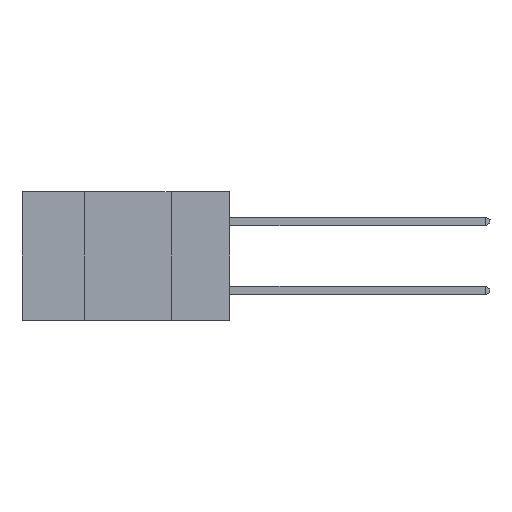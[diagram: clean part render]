
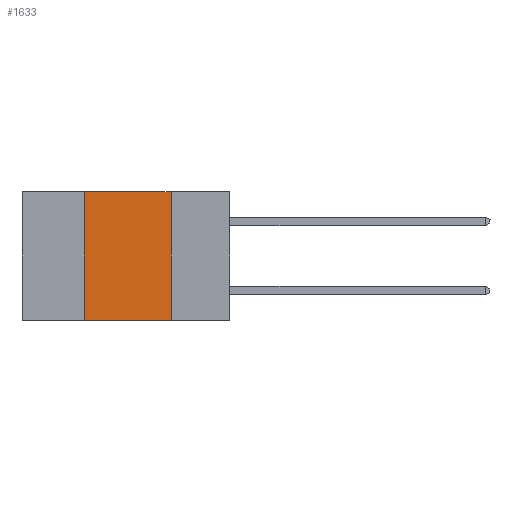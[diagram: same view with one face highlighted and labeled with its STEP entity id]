
A CAD part, left-side view. The second image highlights one B-rep face of the part: STEP entity #1633.
In plain terms, the highlighted planar face has unit normal (-1, 0, 0).
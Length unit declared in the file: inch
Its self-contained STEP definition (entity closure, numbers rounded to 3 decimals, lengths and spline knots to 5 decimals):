
#1249 = ORIENTED_EDGE ( 'NONE', *, *, #16521, .F. ) ;
#1633 = ADVANCED_FACE ( 'NONE', ( #2283 ), #4957, .F. ) ;
#2141 = DIRECTION ( 'NONE',  ( 0., -1., 0. ) ) ;
#2283 = FACE_OUTER_BOUND ( 'NONE', #19682, .T. ) ;
#2385 = DIRECTION ( 'NONE',  ( 0., 0., -1. ) ) ;
#2750 = LINE ( 'NONE', #17532, #11737 ) ;
#4957 = PLANE ( 'NONE',  #12984 ) ;
#6442 = CARTESIAN_POINT ( 'NONE',  ( 0., 0.42, -0.37 ) ) ;
#6660 = EDGE_CURVE ( 'NONE', #14051, #24733, #24252, .T. ) ;
#10797 = CARTESIAN_POINT ( 'NONE',  ( 0., 0.42, 0. ) ) ;
#11737 = VECTOR ( 'NONE', #13446, 39.37008 ) ;
#12230 = LINE ( 'NONE', #10797, #14821 ) ;
#12510 = ORIENTED_EDGE ( 'NONE', *, *, #25281, .F. ) ;
#12603 = ORIENTED_EDGE ( 'NONE', *, *, #21824, .T. ) ;
#12984 = AXIS2_PLACEMENT_3D ( 'NONE', #17117, #15408, #21271 ) ;
#13446 = DIRECTION ( 'NONE',  ( 0., -1., 0. ) ) ;
#14051 = VERTEX_POINT ( 'NONE', #26264 ) ;
#14678 = VECTOR ( 'NONE', #2385, 39.37008 ) ;
#14821 = VECTOR ( 'NONE', #17112, 39.37008 ) ;
#15408 = DIRECTION ( 'NONE',  ( 1., 0., 0. ) ) ;
#16521 = EDGE_CURVE ( 'NONE', #26026, #14051, #12230, .T. ) ;
#16617 = CARTESIAN_POINT ( 'NONE',  ( 0., 0.6, 0. ) ) ;
#17112 = DIRECTION ( 'NONE',  ( 0., 0., 1. ) ) ;
#17117 = CARTESIAN_POINT ( 'NONE',  ( 0., 0.6, 0. ) ) ;
#17532 = CARTESIAN_POINT ( 'NONE',  ( 0., 0.6, -0.37 ) ) ;
#17881 = CARTESIAN_POINT ( 'NONE',  ( 0., 0.17, 0. ) ) ;
#19682 = EDGE_LOOP ( 'NONE', ( #12510, #24276, #1249, #12603 ) ) ;
#20178 = LINE ( 'NONE', #21000, #14678 ) ;
#21000 = CARTESIAN_POINT ( 'NONE',  ( 0., 0.17, 0. ) ) ;
#21044 = CARTESIAN_POINT ( 'NONE',  ( 0., 0.17, -0.37 ) ) ;
#21271 = DIRECTION ( 'NONE',  ( 0., 0., -1. ) ) ;
#21653 = VERTEX_POINT ( 'NONE', #21044 ) ;
#21824 = EDGE_CURVE ( 'NONE', #26026, #21653, #2750, .T. ) ;
#24252 = LINE ( 'NONE', #16617, #25186 ) ;
#24276 = ORIENTED_EDGE ( 'NONE', *, *, #6660, .F. ) ;
#24733 = VERTEX_POINT ( 'NONE', #17881 ) ;
#25186 = VECTOR ( 'NONE', #2141, 39.37008 ) ;
#25281 = EDGE_CURVE ( 'NONE', #24733, #21653, #20178, .T. ) ;
#26026 = VERTEX_POINT ( 'NONE', #6442 ) ;
#26264 = CARTESIAN_POINT ( 'NONE',  ( 0., 0.42, 0. ) ) ;
